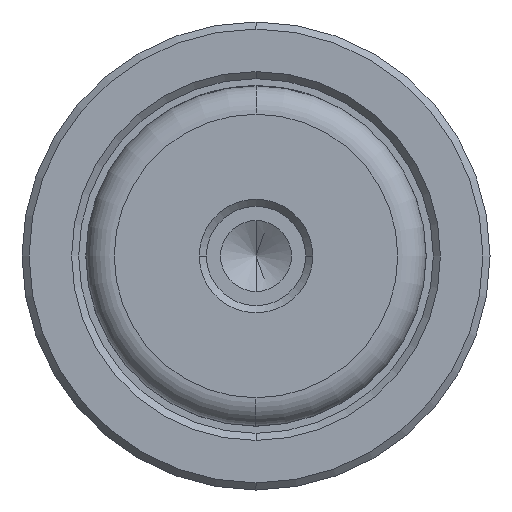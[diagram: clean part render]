
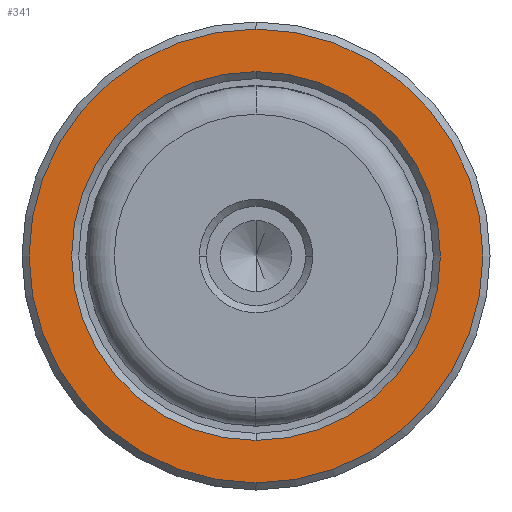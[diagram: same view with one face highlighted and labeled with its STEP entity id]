
A CAD part, left-side view. The second image highlights one B-rep face of the part: STEP entity #341.
In plain terms, the highlighted planar face has unit normal (-1, 0, 0).
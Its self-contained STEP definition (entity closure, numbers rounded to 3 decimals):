
#104 = DIRECTION ( 'NONE',  ( 0., 0., -1. ) ) ;
#126 = CIRCLE ( 'NONE', #1450, 16. ) ;
#162 = ORIENTED_EDGE ( 'NONE', *, *, #926, .T. ) ;
#255 = CARTESIAN_POINT ( 'NONE',  ( 24., 0., 0. ) ) ;
#287 = EDGE_LOOP ( 'NONE', ( #1269, #162 ) ) ;
#341 = ADVANCED_FACE ( 'NONE', ( #544, #501 ), #1339, .T. ) ;
#431 = DIRECTION ( 'NONE',  ( 0., 0., 1. ) ) ;
#477 = CARTESIAN_POINT ( 'NONE',  ( 24., 0., 13. ) ) ;
#490 = VERTEX_POINT ( 'NONE', #1585 ) ;
#497 = EDGE_LOOP ( 'NONE', ( #2367, #2362 ) ) ;
#501 = FACE_BOUND ( 'NONE', #287, .T. ) ;
#525 = CIRCLE ( 'NONE', #1245, 13. ) ;
#544 = FACE_OUTER_BOUND ( 'NONE', #497, .T. ) ;
#595 = DIRECTION ( 'NONE',  ( -1., 0., 0. ) ) ;
#599 = CARTESIAN_POINT ( 'NONE',  ( 24., -12., 0. ) ) ;
#685 = CIRCLE ( 'NONE', #1729, 16. ) ;
#779 = DIRECTION ( 'NONE',  ( -1., 0., 0. ) ) ;
#832 = CARTESIAN_POINT ( 'NONE',  ( 24., 0., -13. ) ) ;
#926 = EDGE_CURVE ( 'NONE', #2356, #2369, #525, .T. ) ;
#933 = CARTESIAN_POINT ( 'NONE',  ( 24., 0., 0. ) ) ;
#1130 = DIRECTION ( 'NONE',  ( 0., 0., -1. ) ) ;
#1170 = AXIS2_PLACEMENT_3D ( 'NONE', #599, #779, #2068 ) ;
#1200 = DIRECTION ( 'NONE',  ( 1., 0., 0. ) ) ;
#1245 = AXIS2_PLACEMENT_3D ( 'NONE', #2281, #1200, #104 ) ;
#1269 = ORIENTED_EDGE ( 'NONE', *, *, #1417, .T. ) ;
#1339 = PLANE ( 'NONE',  #1170 ) ;
#1417 = EDGE_CURVE ( 'NONE', #2369, #2356, #1498, .T. ) ;
#1450 = AXIS2_PLACEMENT_3D ( 'NONE', #255, #1551, #431 ) ;
#1498 = CIRCLE ( 'NONE', #1794, 13. ) ;
#1551 = DIRECTION ( 'NONE',  ( -1., 0., 0. ) ) ;
#1585 = CARTESIAN_POINT ( 'NONE',  ( 24., 0., -16. ) ) ;
#1694 = CARTESIAN_POINT ( 'NONE',  ( 24., 0., 0. ) ) ;
#1729 = AXIS2_PLACEMENT_3D ( 'NONE', #1694, #595, #1872 ) ;
#1794 = AXIS2_PLACEMENT_3D ( 'NONE', #933, #2214, #1130 ) ;
#1872 = DIRECTION ( 'NONE',  ( 0., 0., 1. ) ) ;
#1924 = VERTEX_POINT ( 'NONE', #1965 ) ;
#1965 = CARTESIAN_POINT ( 'NONE',  ( 24., 0., 16. ) ) ;
#2068 = DIRECTION ( 'NONE',  ( 0., 0., 1. ) ) ;
#2086 = EDGE_CURVE ( 'NONE', #490, #1924, #685, .T. ) ;
#2214 = DIRECTION ( 'NONE',  ( 1., 0., 0. ) ) ;
#2281 = CARTESIAN_POINT ( 'NONE',  ( 24., 0., 0. ) ) ;
#2308 = EDGE_CURVE ( 'NONE', #1924, #490, #126, .T. ) ;
#2356 = VERTEX_POINT ( 'NONE', #832 ) ;
#2362 = ORIENTED_EDGE ( 'NONE', *, *, #2308, .T. ) ;
#2367 = ORIENTED_EDGE ( 'NONE', *, *, #2086, .T. ) ;
#2369 = VERTEX_POINT ( 'NONE', #477 ) ;
